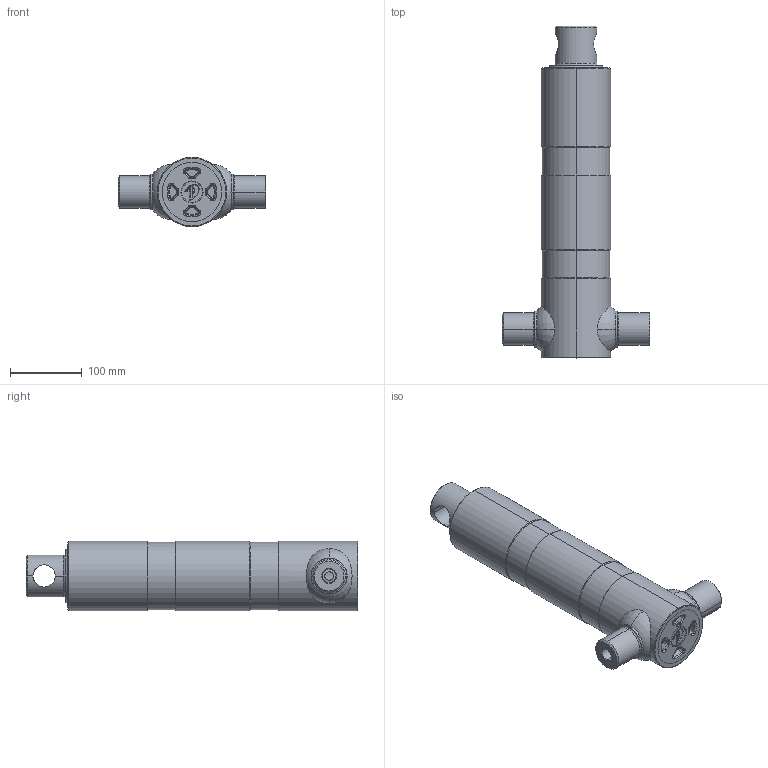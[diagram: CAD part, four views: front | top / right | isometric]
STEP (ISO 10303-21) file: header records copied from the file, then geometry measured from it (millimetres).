
FILE_DESCRIPTION (( 'STEP AP203' ), '1' );
FILE_NAME ('201.BGB.STEP', '2014-10-06T08:05:52', ( '' ), ( '' ), 'SwSTEP 2.0', 'SolidWorks 2013', '' );
FILE_SCHEMA (( 'CONFIG_CONTROL_DESIGN' ));
Length unit declared in the file: millimetre
Products named in the file (1): 201.BGB
Bounding box: 205 x 461 x 96 mm (x, y, z)
Surface area: 326783.7 mm2 (no closed solid volume)
Topology: 0 solids, 11 shells, 241 faces, 619 edges, 382 vertices
Faces by surface type: torus 73, cylinder 68, cone 62, plane 27, bspline 10, sphere 1
Entity records: 9220 total; most frequent: CARTESIAN_POINT 3287, DIRECTION 1373, ORIENTED_EDGE 1096, EDGE_CURVE 619, AXIS2_PLACEMENT_3D 590, VERTEX_POINT 382, CIRCLE 358, EDGE_LOOP 255
